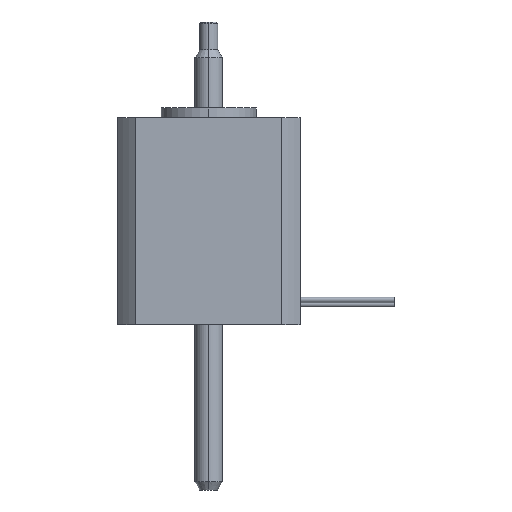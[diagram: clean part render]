
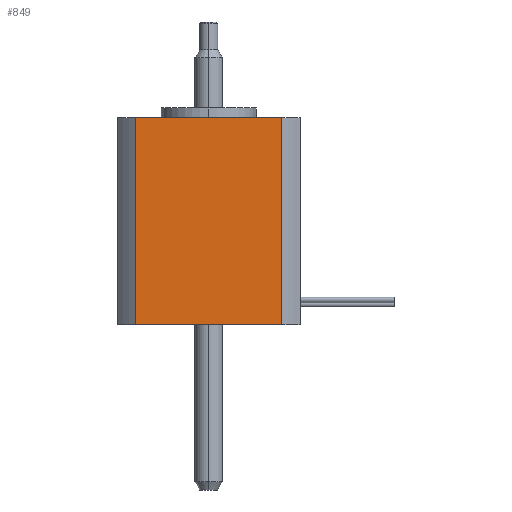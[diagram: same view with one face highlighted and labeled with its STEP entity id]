
A CAD part, left-side view. The second image highlights one B-rep face of the part: STEP entity #849.
In plain terms, the highlighted planar face has unit normal (-1, 0, 0).
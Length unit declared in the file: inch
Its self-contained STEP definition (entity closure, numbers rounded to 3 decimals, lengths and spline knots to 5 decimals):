
#15 = VECTOR ( 'NONE', #535, 39.37008 ) ;
#85 = EDGE_CURVE ( 'NONE', #2344, #2131, #1431, .T. ) ;
#139 = ORIENTED_EDGE ( 'NONE', *, *, #2306, .F. ) ;
#167 = LINE ( 'NONE', #1654, #15 ) ;
#192 = ORIENTED_EDGE ( 'NONE', *, *, #85, .F. ) ;
#232 = ORIENTED_EDGE ( 'NONE', *, *, #573, .T. ) ;
#311 = CARTESIAN_POINT ( 'NONE',  ( -0.83071, 0.83071, -1.87992 ) ) ;
#487 = DIRECTION ( 'NONE',  ( -1., 0., 0. ) ) ;
#492 = LINE ( 'NONE', #311, #1748 ) ;
#535 = DIRECTION ( 'NONE',  ( 0., 0., 1. ) ) ;
#573 = EDGE_CURVE ( 'NONE', #1218, #2131, #167, .T. ) ;
#621 = AXIS2_PLACEMENT_3D ( 'NONE', #1007, #487, #844 ) ;
#691 = VECTOR ( 'NONE', #1845, 39.37008 ) ;
#844 = DIRECTION ( 'NONE',  ( 0., -1., 0. ) ) ;
#849 = ADVANCED_FACE ( 'NONE', ( #1590 ), #1967, .T. ) ;
#880 = DIRECTION ( 'NONE',  ( 0., -1., 0. ) ) ;
#888 = CARTESIAN_POINT ( 'NONE',  ( -0.83071, 0.83071, 0. ) ) ;
#931 = EDGE_LOOP ( 'NONE', ( #232, #192, #139, #1574 ) ) ;
#954 = VERTEX_POINT ( 'NONE', #2180 ) ;
#1007 = CARTESIAN_POINT ( 'NONE',  ( -0.83071, 0.83071, -1.87992 ) ) ;
#1191 = CARTESIAN_POINT ( 'NONE',  ( -0.83071, -0.66293, 0. ) ) ;
#1218 = VERTEX_POINT ( 'NONE', #1579 ) ;
#1431 = LINE ( 'NONE', #888, #691 ) ;
#1574 = ORIENTED_EDGE ( 'NONE', *, *, #1872, .T. ) ;
#1575 = DIRECTION ( 'NONE',  ( 0., 0., 1. ) ) ;
#1579 = CARTESIAN_POINT ( 'NONE',  ( -0.83071, -0.66293, -1.87992 ) ) ;
#1590 = FACE_OUTER_BOUND ( 'NONE', #931, .T. ) ;
#1654 = CARTESIAN_POINT ( 'NONE',  ( -0.83071, -0.66293, -1.87992 ) ) ;
#1675 = VECTOR ( 'NONE', #1575, 39.37008 ) ;
#1748 = VECTOR ( 'NONE', #880, 39.37008 ) ;
#1845 = DIRECTION ( 'NONE',  ( 0., -1., 0. ) ) ;
#1872 = EDGE_CURVE ( 'NONE', #954, #1218, #492, .T. ) ;
#1967 = PLANE ( 'NONE',  #621 ) ;
#2131 = VERTEX_POINT ( 'NONE', #1191 ) ;
#2147 = CARTESIAN_POINT ( 'NONE',  ( -0.83071, 0.66293, 0. ) ) ;
#2180 = CARTESIAN_POINT ( 'NONE',  ( -0.83071, 0.66293, -1.87992 ) ) ;
#2306 = EDGE_CURVE ( 'NONE', #954, #2344, #2348, .T. ) ;
#2341 = CARTESIAN_POINT ( 'NONE',  ( -0.83071, 0.66293, -1.87992 ) ) ;
#2344 = VERTEX_POINT ( 'NONE', #2147 ) ;
#2348 = LINE ( 'NONE', #2341, #1675 ) ;
